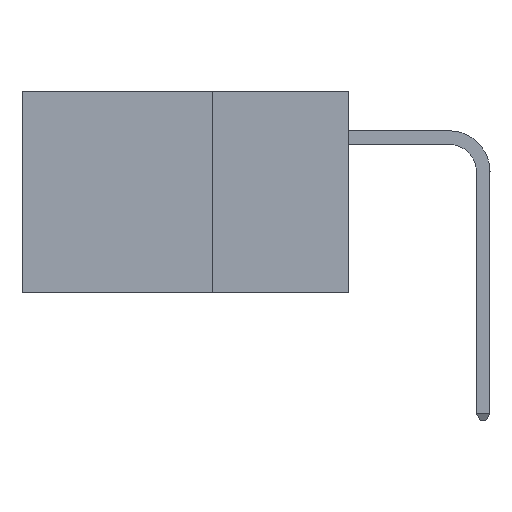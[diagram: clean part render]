
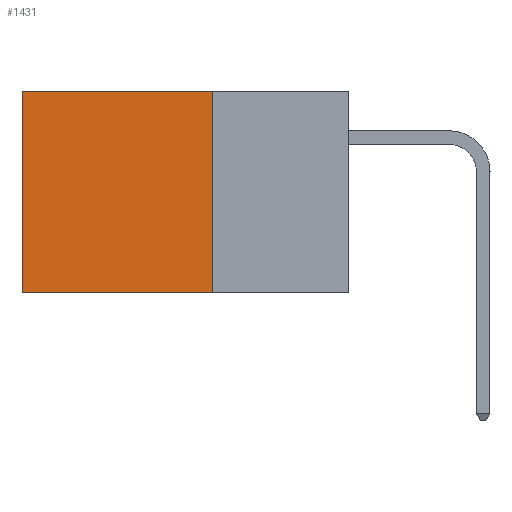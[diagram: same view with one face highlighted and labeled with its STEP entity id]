
A CAD part, left-side view. The second image highlights one B-rep face of the part: STEP entity #1431.
In plain terms, the highlighted planar face has unit normal (-1, 0, 0).
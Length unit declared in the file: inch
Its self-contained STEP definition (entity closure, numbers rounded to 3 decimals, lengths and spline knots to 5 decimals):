
#672 = LINE ( 'NONE', #6753, #7764 ) ;
#1431 = ADVANCED_FACE ( 'NONE', ( #6484 ), #15501, .F. ) ;
#1697 = VECTOR ( 'NONE', #1984, 39.37008 ) ;
#1919 = CARTESIAN_POINT ( 'NONE',  ( 0.2875, 0.6, -0.37 ) ) ;
#1975 = CARTESIAN_POINT ( 'NONE',  ( 0.2875, 0.25, -0.37 ) ) ;
#1984 = DIRECTION ( 'NONE',  ( 0., 1., 0. ) ) ;
#3013 = VECTOR ( 'NONE', #3451, 39.37008 ) ;
#3451 = DIRECTION ( 'NONE',  ( 0., 0., -1. ) ) ;
#3811 = AXIS2_PLACEMENT_3D ( 'NONE', #15866, #12369, #12351 ) ;
#3989 = CARTESIAN_POINT ( 'NONE',  ( 0.2875, 0.25, 0. ) ) ;
#4255 = CARTESIAN_POINT ( 'NONE',  ( 0.2875, 0.6, 0. ) ) ;
#4308 = ORIENTED_EDGE ( 'NONE', *, *, #6198, .F. ) ;
#5501 = CARTESIAN_POINT ( 'NONE',  ( 0.2875, 0.25, -0.37 ) ) ;
#6177 = EDGE_CURVE ( 'NONE', #9126, #6783, #15345, .T. ) ;
#6198 = EDGE_CURVE ( 'NONE', #6528, #6783, #11979, .T. ) ;
#6484 = FACE_OUTER_BOUND ( 'NONE', #13673, .T. ) ;
#6523 = LINE ( 'NONE', #14586, #3013 ) ;
#6528 = VERTEX_POINT ( 'NONE', #5501 ) ;
#6753 = CARTESIAN_POINT ( 'NONE',  ( 0.2875, 0.25, 0. ) ) ;
#6783 = VERTEX_POINT ( 'NONE', #1919 ) ;
#6993 = ORIENTED_EDGE ( 'NONE', *, *, #14982, .T. ) ;
#7764 = VECTOR ( 'NONE', #15185, 39.37008 ) ;
#9126 = VERTEX_POINT ( 'NONE', #4255 ) ;
#9508 = VECTOR ( 'NONE', #13891, 39.37008 ) ;
#11979 = LINE ( 'NONE', #1975, #1697 ) ;
#12351 = DIRECTION ( 'NONE',  ( 0., 0., -1. ) ) ;
#12369 = DIRECTION ( 'NONE',  ( 1., 0., 0. ) ) ;
#12533 = VERTEX_POINT ( 'NONE', #3989 ) ;
#13450 = ORIENTED_EDGE ( 'NONE', *, *, #14089, .F. ) ;
#13673 = EDGE_LOOP ( 'NONE', ( #13990, #4308, #13450, #6993 ) ) ;
#13891 = DIRECTION ( 'NONE',  ( 0., 0., -1. ) ) ;
#13990 = ORIENTED_EDGE ( 'NONE', *, *, #6177, .T. ) ;
#14013 = CARTESIAN_POINT ( 'NONE',  ( 0.2875, 0.6, 0. ) ) ;
#14089 = EDGE_CURVE ( 'NONE', #12533, #6528, #6523, .T. ) ;
#14586 = CARTESIAN_POINT ( 'NONE',  ( 0.2875, 0.25, 0. ) ) ;
#14982 = EDGE_CURVE ( 'NONE', #12533, #9126, #672, .T. ) ;
#15185 = DIRECTION ( 'NONE',  ( 0., 1., 0. ) ) ;
#15345 = LINE ( 'NONE', #14013, #9508 ) ;
#15501 = PLANE ( 'NONE',  #3811 ) ;
#15866 = CARTESIAN_POINT ( 'NONE',  ( 0.2875, 0.25, 0. ) ) ;
